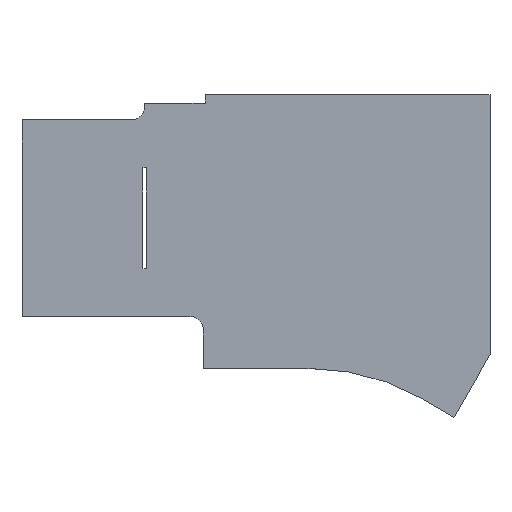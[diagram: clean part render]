
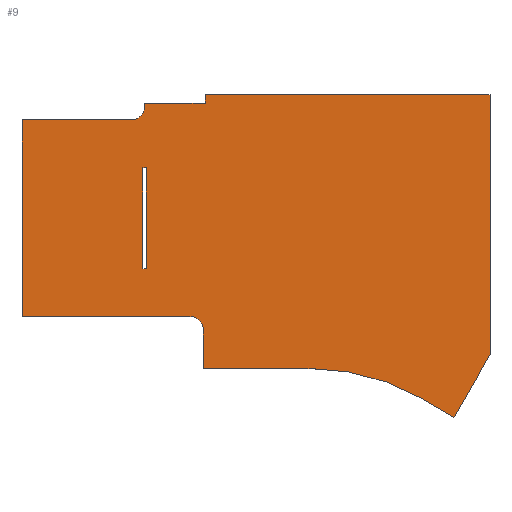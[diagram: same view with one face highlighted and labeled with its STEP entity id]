
A CAD part, top view. The second image highlights one B-rep face of the part: STEP entity #9.
In plain terms, the highlighted planar face has unit normal (0, 0, 1).
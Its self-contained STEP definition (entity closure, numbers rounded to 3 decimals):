
#9 = ADVANCED_FACE ( 'NONE', ( #68, #390 ), #556, .T. ) ;
#18 = VECTOR ( 'NONE', #161, 1000. ) ;
#19 = CARTESIAN_POINT ( 'NONE',  ( 40.75, -61.75, 1. ) ) ;
#28 = CARTESIAN_POINT ( 'NONE',  ( 19.25, 16.25, 1. ) ) ;
#35 = DIRECTION ( 'NONE',  ( 0., 1., 0. ) ) ;
#42 = LINE ( 'NONE', #19, #577 ) ;
#49 = VERTEX_POINT ( 'NONE', #334 ) ;
#54 = VERTEX_POINT ( 'NONE', #342 ) ;
#58 = DIRECTION ( 'NONE',  ( 1., 0., 0. ) ) ;
#61 = LINE ( 'NONE', #492, #646 ) ;
#68 = FACE_BOUND ( 'NONE', #231, .T. ) ;
#77 = CARTESIAN_POINT ( 'NONE',  ( 126.05, -57.683, 1. ) ) ;
#88 = CARTESIAN_POINT ( 'NONE',  ( 41.25, 17.25, 1. ) ) ;
#90 = AXIS2_PLACEMENT_3D ( 'NONE', #123, #667, #559 ) ;
#99 = CARTESIAN_POINT ( 'NONE',  ( 22.75, -32., 1. ) ) ;
#104 = DIRECTION ( 'NONE',  ( 0., 0., -1. ) ) ;
#105 = ORIENTED_EDGE ( 'NONE', *, *, #113, .T. ) ;
#107 = VECTOR ( 'NONE', #481, 1000. ) ;
#108 = CIRCLE ( 'NONE', #653, 4. ) ;
#113 = EDGE_CURVE ( 'NONE', #507, #49, #386, .T. ) ;
#115 = EDGE_CURVE ( 'NONE', #129, #118, #220, .T. ) ;
#118 = VERTEX_POINT ( 'NONE', #339 ) ;
#123 = CARTESIAN_POINT ( 'NONE',  ( 72.476, -128., 1. ) ) ;
#124 = CIRCLE ( 'NONE', #90, 66.25 ) ;
#125 = DIRECTION ( 'NONE',  ( 1., 0., 0. ) ) ;
#128 = CARTESIAN_POINT ( 'NONE',  ( 126.05, 19.75, 1. ) ) ;
#129 = VERTEX_POINT ( 'NONE', #566 ) ;
#133 = ORIENTED_EDGE ( 'NONE', *, *, #518, .T. ) ;
#137 = VECTOR ( 'NONE', #620, 1000. ) ;
#144 = LINE ( 'NONE', #188, #287 ) ;
#147 = LINE ( 'NONE', #77, #243 ) ;
#149 = DIRECTION ( 'NONE',  ( 1., 0., 0. ) ) ;
#150 = ORIENTED_EDGE ( 'NONE', *, *, #237, .F. ) ;
#156 = DIRECTION ( 'NONE',  ( -1., 0., 0. ) ) ;
#157 = EDGE_CURVE ( 'NONE', #655, #129, #456, .T. ) ;
#158 = VERTEX_POINT ( 'NONE', #633 ) ;
#161 = DIRECTION ( 'NONE',  ( -1., 0., 0. ) ) ;
#165 = CARTESIAN_POINT ( 'NONE',  ( 23.75, -2., 1. ) ) ;
#170 = DIRECTION ( 'NONE',  ( 0., -1., 0. ) ) ;
#172 = ORIENTED_EDGE ( 'NONE', *, *, #198, .T. ) ;
#175 = VECTOR ( 'NONE', #170, 1000. ) ;
#178 = EDGE_CURVE ( 'NONE', #466, #391, #108, .T. ) ;
#182 = CARTESIAN_POINT ( 'NONE',  ( -13.25, 12.25, 1. ) ) ;
#188 = CARTESIAN_POINT ( 'NONE',  ( 23.75, -32., 1. ) ) ;
#190 = DIRECTION ( 'NONE',  ( 0., 1., 0. ) ) ;
#196 = CARTESIAN_POINT ( 'NONE',  ( 19.25, 12.25, 1. ) ) ;
#198 = EDGE_CURVE ( 'NONE', #118, #466, #576, .T. ) ;
#199 = LINE ( 'NONE', #694, #232 ) ;
#201 = CARTESIAN_POINT ( 'NONE',  ( 41.25, 19.75, 1. ) ) ;
#202 = VERTEX_POINT ( 'NONE', #88 ) ;
#205 = CARTESIAN_POINT ( 'NONE',  ( 40.75, -50.25, 1. ) ) ;
#210 = EDGE_LOOP ( 'NONE', ( #105, #235, #272, #635, #224, #387, #432, #172, #377, #697, #413, #374, #133, #488, #221 ) ) ;
#212 = CARTESIAN_POINT ( 'NONE',  ( 105.601, -70.626, 1. ) ) ;
#219 = LINE ( 'NONE', #606, #175 ) ;
#220 = LINE ( 'NONE', #182, #536 ) ;
#221 = ORIENTED_EDGE ( 'NONE', *, *, #622, .T. ) ;
#224 = ORIENTED_EDGE ( 'NONE', *, *, #429, .T. ) ;
#227 = CARTESIAN_POINT ( 'NONE',  ( 36.75, -46.25, 1. ) ) ;
#231 = EDGE_LOOP ( 'NONE', ( #256, #545, #150, #343 ) ) ;
#232 = VECTOR ( 'NONE', #418, 1000. ) ;
#235 = ORIENTED_EDGE ( 'NONE', *, *, #313, .T. ) ;
#237 = EDGE_CURVE ( 'NONE', #54, #542, #144, .T. ) ;
#243 = VECTOR ( 'NONE', #35, 1000. ) ;
#246 = CARTESIAN_POINT ( 'NONE',  ( 36.75, -50.25, 1. ) ) ;
#252 = VERTEX_POINT ( 'NONE', #361 ) ;
#256 = ORIENTED_EDGE ( 'NONE', *, *, #366, .F. ) ;
#257 = CARTESIAN_POINT ( 'NONE',  ( 23.25, 16.25, 1. ) ) ;
#264 = LINE ( 'NONE', #696, #370 ) ;
#271 = DIRECTION ( 'NONE',  ( 0.866, -0.5, 0. ) ) ;
#272 = ORIENTED_EDGE ( 'NONE', *, *, #409, .T. ) ;
#282 = EDGE_CURVE ( 'NONE', #621, #324, #350, .T. ) ;
#287 = VECTOR ( 'NONE', #190, 1000. ) ;
#295 = VECTOR ( 'NONE', #352, 1000. ) ;
#303 = EDGE_CURVE ( 'NONE', #542, #158, #707, .T. ) ;
#309 = CARTESIAN_POINT ( 'NONE',  ( -13.25, -46.25, 1. ) ) ;
#313 = EDGE_CURVE ( 'NONE', #49, #202, #315, .T. ) ;
#315 = LINE ( 'NONE', #201, #107 ) ;
#320 = VERTEX_POINT ( 'NONE', #212 ) ;
#324 = VERTEX_POINT ( 'NONE', #257 ) ;
#325 = CARTESIAN_POINT ( 'NONE',  ( 40.75, -61.75, 1. ) ) ;
#334 = CARTESIAN_POINT ( 'NONE',  ( 41.25, 19.75, 1. ) ) ;
#339 = CARTESIAN_POINT ( 'NONE',  ( -13.25, -46.25, 1. ) ) ;
#342 = CARTESIAN_POINT ( 'NONE',  ( 23.75, -32., 1. ) ) ;
#343 = ORIENTED_EDGE ( 'NONE', *, *, #634, .F. ) ;
#344 = VECTOR ( 'NONE', #679, 1000. ) ;
#345 = CARTESIAN_POINT ( 'NONE',  ( 126.05, 19.75, 1. ) ) ;
#350 = LINE ( 'NONE', #528, #378 ) ;
#352 = DIRECTION ( 'NONE',  ( -1., 0., 0. ) ) ;
#359 = CARTESIAN_POINT ( 'NONE',  ( 23.75, -32., 1. ) ) ;
#361 = CARTESIAN_POINT ( 'NONE',  ( 126.05, -57.683, 1. ) ) ;
#365 = VERTEX_POINT ( 'NONE', #99 ) ;
#366 = EDGE_CURVE ( 'NONE', #158, #365, #264, .T. ) ;
#370 = VECTOR ( 'NONE', #705, 1000. ) ;
#374 = ORIENTED_EDGE ( 'NONE', *, *, #431, .T. ) ;
#377 = ORIENTED_EDGE ( 'NONE', *, *, #178, .T. ) ;
#378 = VECTOR ( 'NONE', #468, 1000. ) ;
#386 = LINE ( 'NONE', #128, #137 ) ;
#387 = ORIENTED_EDGE ( 'NONE', *, *, #157, .T. ) ;
#390 = FACE_OUTER_BOUND ( 'NONE', #210, .T. ) ;
#391 = VERTEX_POINT ( 'NONE', #205 ) ;
#395 = VERTEX_POINT ( 'NONE', #325 ) ;
#402 = CARTESIAN_POINT ( 'NONE',  ( 115.333, -76.245, 1. ) ) ;
#408 = DIRECTION ( 'NONE',  ( 1., 0., 0. ) ) ;
#409 = EDGE_CURVE ( 'NONE', #202, #621, #648, .T. ) ;
#413 = ORIENTED_EDGE ( 'NONE', *, *, #698, .T. ) ;
#418 = DIRECTION ( 'NONE',  ( 0.5, 0.866, 0. ) ) ;
#429 = EDGE_CURVE ( 'NONE', #324, #655, #459, .T. ) ;
#431 = EDGE_CURVE ( 'NONE', #583, #320, #124, .T. ) ;
#432 = ORIENTED_EDGE ( 'NONE', *, *, #115, .T. ) ;
#450 = VERTEX_POINT ( 'NONE', #402 ) ;
#456 = LINE ( 'NONE', #196, #295 ) ;
#459 = CIRCLE ( 'NONE', #580, 4. ) ;
#466 = VERTEX_POINT ( 'NONE', #227 ) ;
#468 = DIRECTION ( 'NONE',  ( 0., -1., 0. ) ) ;
#481 = DIRECTION ( 'NONE',  ( 0., -1., 0. ) ) ;
#488 = ORIENTED_EDGE ( 'NONE', *, *, #666, .T. ) ;
#489 = EDGE_CURVE ( 'NONE', #391, #395, #219, .T. ) ;
#492 = CARTESIAN_POINT ( 'NONE',  ( 105.601, -70.626, 1. ) ) ;
#494 = DIRECTION ( 'NONE',  ( 1., 0., 0. ) ) ;
#507 = VERTEX_POINT ( 'NONE', #345 ) ;
#518 = EDGE_CURVE ( 'NONE', #320, #450, #61, .T. ) ;
#520 = DIRECTION ( 'NONE',  ( 0., 0., -1. ) ) ;
#526 = CARTESIAN_POINT ( 'NONE',  ( 23.25, 17.25, 1. ) ) ;
#528 = CARTESIAN_POINT ( 'NONE',  ( 23.25, 17.25, 1. ) ) ;
#536 = VECTOR ( 'NONE', #610, 1000. ) ;
#542 = VERTEX_POINT ( 'NONE', #165 ) ;
#545 = ORIENTED_EDGE ( 'NONE', *, *, #303, .F. ) ;
#556 = PLANE ( 'NONE',  #574 ) ;
#559 = DIRECTION ( 'NONE',  ( 1., 0., 0. ) ) ;
#566 = CARTESIAN_POINT ( 'NONE',  ( -13.25, 12.25, 1. ) ) ;
#574 = AXIS2_PLACEMENT_3D ( 'NONE', #28, #668, #494 ) ;
#575 = CARTESIAN_POINT ( 'NONE',  ( 72.476, -61.75, 1. ) ) ;
#576 = LINE ( 'NONE', #309, #344 ) ;
#577 = VECTOR ( 'NONE', #125, 1000. ) ;
#580 = AXIS2_PLACEMENT_3D ( 'NONE', #594, #104, #58 ) ;
#583 = VERTEX_POINT ( 'NONE', #575 ) ;
#594 = CARTESIAN_POINT ( 'NONE',  ( 19.25, 16.25, 1. ) ) ;
#596 = CARTESIAN_POINT ( 'NONE',  ( 41.25, 17.25, 1. ) ) ;
#606 = CARTESIAN_POINT ( 'NONE',  ( 40.75, -50.25, 1. ) ) ;
#610 = DIRECTION ( 'NONE',  ( 0., -1., 0. ) ) ;
#612 = VECTOR ( 'NONE', #408, 1000. ) ;
#620 = DIRECTION ( 'NONE',  ( -1., 0., 0. ) ) ;
#621 = VERTEX_POINT ( 'NONE', #526 ) ;
#622 = EDGE_CURVE ( 'NONE', #252, #507, #147, .T. ) ;
#627 = LINE ( 'NONE', #359, #612 ) ;
#633 = CARTESIAN_POINT ( 'NONE',  ( 22.75, -2., 1. ) ) ;
#634 = EDGE_CURVE ( 'NONE', #365, #54, #627, .T. ) ;
#635 = ORIENTED_EDGE ( 'NONE', *, *, #282, .T. ) ;
#637 = CARTESIAN_POINT ( 'NONE',  ( 19.25, 12.25, 1. ) ) ;
#641 = CARTESIAN_POINT ( 'NONE',  ( 23.75, -2., 1. ) ) ;
#646 = VECTOR ( 'NONE', #271, 1000. ) ;
#648 = LINE ( 'NONE', #596, #704 ) ;
#653 = AXIS2_PLACEMENT_3D ( 'NONE', #246, #520, #149 ) ;
#655 = VERTEX_POINT ( 'NONE', #637 ) ;
#666 = EDGE_CURVE ( 'NONE', #450, #252, #199, .T. ) ;
#667 = DIRECTION ( 'NONE',  ( 0., 0., -1. ) ) ;
#668 = DIRECTION ( 'NONE',  ( 0., 0., 1. ) ) ;
#679 = DIRECTION ( 'NONE',  ( 1., 0., 0. ) ) ;
#694 = CARTESIAN_POINT ( 'NONE',  ( 115.333, -76.245, 1. ) ) ;
#696 = CARTESIAN_POINT ( 'NONE',  ( 22.75, -32., 1. ) ) ;
#697 = ORIENTED_EDGE ( 'NONE', *, *, #489, .T. ) ;
#698 = EDGE_CURVE ( 'NONE', #395, #583, #42, .T. ) ;
#704 = VECTOR ( 'NONE', #156, 1000. ) ;
#705 = DIRECTION ( 'NONE',  ( 0., -1., 0. ) ) ;
#707 = LINE ( 'NONE', #641, #18 ) ;
